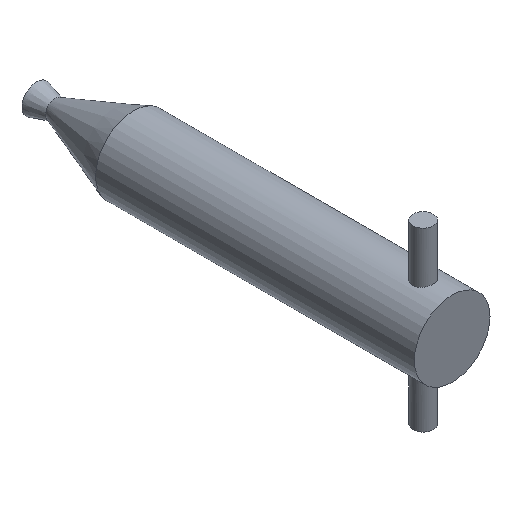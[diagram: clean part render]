
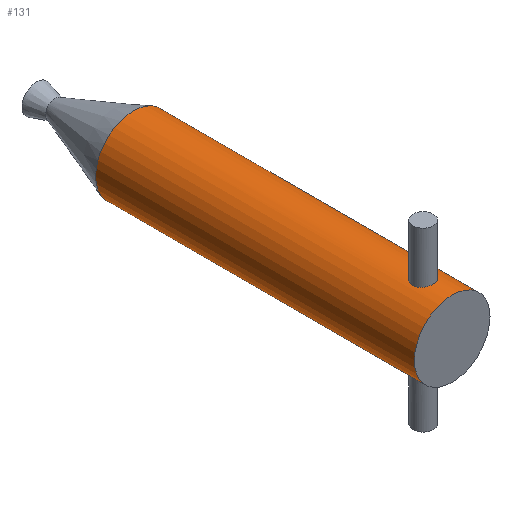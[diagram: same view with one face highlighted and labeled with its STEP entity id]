
A CAD part, isometric view. The second image highlights one B-rep face of the part: STEP entity #131.
In plain terms, the highlighted cylindrical face has radius 6.5 mm (diameter 13 mm), a full revolution.
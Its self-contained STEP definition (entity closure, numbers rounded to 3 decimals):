
#15=FACE_BOUND('',#39,.T.);
#29=FACE_OUTER_BOUND('',#38,.T.);
#38=EDGE_LOOP('',(#110,#111,#112,#113,#114,#115,#116,#117,#118));
#39=EDGE_LOOP('',(#119));
#45=CIRCLE('',#167,6.5);
#46=CIRCLE('',#169,6.5);
#51=LINE('',#310,#57);
#52=LINE('',#311,#58);
#57=VECTOR('',#205,6.5);
#58=VECTOR('',#206,6.5);
#59=B_SPLINE_CURVE_WITH_KNOTS('',3,(#213,#214,#215,#216,#217,#218,#219,
#220,#221,#222),.UNSPECIFIED.,.F.,.F.,(4,2,2,2,4),(0.,0.066,0.133,
0.199,0.265),.UNSPECIFIED.);
#60=B_SPLINE_CURVE_WITH_KNOTS('',3,(#227,#228,#229,#230,#231,#232,#233,
#234,#235,#236),.UNSPECIFIED.,.F.,.F.,(4,2,2,2,4),(0.795,0.862,
0.928,0.994,1.06),.UNSPECIFIED.);
#61=B_SPLINE_CURVE_WITH_KNOTS('',3,(#237,#238,#239,#240,#241,#242,#243,
#244,#245,#246,#247,#248,#249,#250,#251,#252,#253,#254),.UNSPECIFIED.,.F.,
 .F.,(4,2,2,2,2,2,2,2,4),(0.265,0.331,0.398,
0.464,0.53,0.596,0.663,
0.729,0.795),.UNSPECIFIED.);
#62=B_SPLINE_CURVE_WITH_KNOTS('',3,(#260,#261,#262,#263,#264,#265,#266,
#267,#268,#269,#270,#271,#272,#273,#274,#275,#276,#277,#278,#279,#280,#281,
#282,#283,#284,#285,#286,#287,#288,#289,#290,#291,#292,#293),
 .UNSPECIFIED.,.T.,.F.,(4,2,2,2,2,2,2,2,2,2,2,2,2,2,2,2,4),(0.,0.066,
0.133,0.199,0.265,0.331,0.398,
0.464,0.53,0.596,0.663,
0.729,0.795,0.862,0.928,
0.994,1.06),.UNSPECIFIED.);
#63=VERTEX_POINT('',#211);
#64=VERTEX_POINT('',#212);
#66=VERTEX_POINT('',#226);
#68=VERTEX_POINT('',#258);
#71=VERTEX_POINT('',#304);
#72=VERTEX_POINT('',#308);
#73=EDGE_CURVE('',#63,#64,#59,.T.);
#76=EDGE_CURVE('',#66,#63,#60,.T.);
#77=EDGE_CURVE('',#64,#66,#61,.T.);
#80=EDGE_CURVE('',#68,#68,#62,.T.);
#84=EDGE_CURVE('',#71,#71,#45,.T.);
#86=EDGE_CURVE('',#72,#72,#46,.T.);
#87=EDGE_CURVE('',#72,#64,#51,.T.);
#88=EDGE_CURVE('',#66,#71,#52,.T.);
#110=ORIENTED_EDGE('',*,*,#86,.F.);
#111=ORIENTED_EDGE('',*,*,#87,.T.);
#112=ORIENTED_EDGE('',*,*,#77,.T.);
#113=ORIENTED_EDGE('',*,*,#88,.T.);
#114=ORIENTED_EDGE('',*,*,#84,.T.);
#115=ORIENTED_EDGE('',*,*,#88,.F.);
#116=ORIENTED_EDGE('',*,*,#76,.T.);
#117=ORIENTED_EDGE('',*,*,#73,.T.);
#118=ORIENTED_EDGE('',*,*,#87,.F.);
#119=ORIENTED_EDGE('',*,*,#80,.T.);
#123=CYLINDRICAL_SURFACE('',#168,6.5);
#131=ADVANCED_FACE('',(#29,#15),#123,.T.);
#167=AXIS2_PLACEMENT_3D('',#305,#198,#199);
#168=AXIS2_PLACEMENT_3D('',#307,#201,#202);
#169=AXIS2_PLACEMENT_3D('',#309,#203,#204);
#198=DIRECTION('center_axis',(0.,-1.,0.));
#199=DIRECTION('ref_axis',(1.,0.,0.));
#201=DIRECTION('center_axis',(0.,-1.,0.));
#202=DIRECTION('ref_axis',(0.,0.,1.));
#203=DIRECTION('center_axis',(0.,-1.,0.));
#204=DIRECTION('ref_axis',(1.,0.,0.));
#205=DIRECTION('',(0.,1.,0.));
#206=DIRECTION('',(0.,1.,0.));
#211=CARTESIAN_POINT('',(-1.75,-28.248,-5.349));
#212=CARTESIAN_POINT('',(0.,-29.998,-5.589));
#213=CARTESIAN_POINT('Ctrl Pts',(-1.75,-28.248,-5.349));
#214=CARTESIAN_POINT('Ctrl Pts',(-1.75,-28.469,-5.349));
#215=CARTESIAN_POINT('Ctrl Pts',(-1.706,-28.704,-5.362));
#216=CARTESIAN_POINT('Ctrl Pts',(-1.527,-29.135,-5.408));
#217=CARTESIAN_POINT('Ctrl Pts',(-1.392,-29.331,-5.44));
#218=CARTESIAN_POINT('Ctrl Pts',(-1.083,-29.64,-5.5));
#219=CARTESIAN_POINT('Ctrl Pts',(-0.887,-29.775,-5.532));
#220=CARTESIAN_POINT('Ctrl Pts',(-0.456,-29.954,-5.577));
#221=CARTESIAN_POINT('Ctrl Pts',(-0.221,-29.998,-5.589));
#222=CARTESIAN_POINT('Ctrl Pts',(0.,-29.998,
-5.589));
#226=CARTESIAN_POINT('',(0.,-26.498,-5.589));
#227=CARTESIAN_POINT('Ctrl Pts',(0.,-26.498,-5.589));
#228=CARTESIAN_POINT('Ctrl Pts',(-0.221,-26.498,-5.589));
#229=CARTESIAN_POINT('Ctrl Pts',(-0.456,-26.542,-5.577));
#230=CARTESIAN_POINT('Ctrl Pts',(-0.887,-26.721,-5.532));
#231=CARTESIAN_POINT('Ctrl Pts',(-1.083,-26.856,-5.5));
#232=CARTESIAN_POINT('Ctrl Pts',(-1.392,-27.165,-5.44));
#233=CARTESIAN_POINT('Ctrl Pts',(-1.527,-27.361,-5.408));
#234=CARTESIAN_POINT('Ctrl Pts',(-1.706,-27.792,-5.362));
#235=CARTESIAN_POINT('Ctrl Pts',(-1.75,-28.027,-5.349));
#236=CARTESIAN_POINT('Ctrl Pts',(-1.75,-28.248,-5.349));
#237=CARTESIAN_POINT('Ctrl Pts',(0.,-29.998,
-5.589));
#238=CARTESIAN_POINT('Ctrl Pts',(0.221,-29.998,-5.589));
#239=CARTESIAN_POINT('Ctrl Pts',(0.456,-29.954,-5.577));
#240=CARTESIAN_POINT('Ctrl Pts',(0.887,-29.775,-5.532));
#241=CARTESIAN_POINT('Ctrl Pts',(1.083,-29.64,-5.5));
#242=CARTESIAN_POINT('Ctrl Pts',(1.392,-29.331,-5.44));
#243=CARTESIAN_POINT('Ctrl Pts',(1.527,-29.135,-5.408));
#244=CARTESIAN_POINT('Ctrl Pts',(1.706,-28.704,-5.362));
#245=CARTESIAN_POINT('Ctrl Pts',(1.75,-28.469,-5.349));
#246=CARTESIAN_POINT('Ctrl Pts',(1.75,-28.027,-5.349));
#247=CARTESIAN_POINT('Ctrl Pts',(1.706,-27.792,-5.362));
#248=CARTESIAN_POINT('Ctrl Pts',(1.527,-27.361,-5.408));
#249=CARTESIAN_POINT('Ctrl Pts',(1.392,-27.165,-5.44));
#250=CARTESIAN_POINT('Ctrl Pts',(1.083,-26.856,-5.5));
#251=CARTESIAN_POINT('Ctrl Pts',(0.887,-26.721,-5.532));
#252=CARTESIAN_POINT('Ctrl Pts',(0.456,-26.542,-5.577));
#253=CARTESIAN_POINT('Ctrl Pts',(0.221,-26.498,-5.589));
#254=CARTESIAN_POINT('Ctrl Pts',(0.,-26.498,-5.589));
#258=CARTESIAN_POINT('',(-1.75,-28.248,7.171));
#260=CARTESIAN_POINT('Ctrl Pts',(-1.75,-28.248,7.171));
#261=CARTESIAN_POINT('Ctrl Pts',(-1.75,-28.027,7.171));
#262=CARTESIAN_POINT('Ctrl Pts',(-1.706,-27.792,7.184));
#263=CARTESIAN_POINT('Ctrl Pts',(-1.527,-27.361,7.23));
#264=CARTESIAN_POINT('Ctrl Pts',(-1.392,-27.165,7.262));
#265=CARTESIAN_POINT('Ctrl Pts',(-1.083,-26.856,7.322));
#266=CARTESIAN_POINT('Ctrl Pts',(-0.887,-26.721,7.354));
#267=CARTESIAN_POINT('Ctrl Pts',(-0.456,-26.542,7.399));
#268=CARTESIAN_POINT('Ctrl Pts',(-0.221,-26.498,7.411));
#269=CARTESIAN_POINT('Ctrl Pts',(0.221,-26.498,7.411));
#270=CARTESIAN_POINT('Ctrl Pts',(0.456,-26.542,7.399));
#271=CARTESIAN_POINT('Ctrl Pts',(0.887,-26.721,7.354));
#272=CARTESIAN_POINT('Ctrl Pts',(1.083,-26.856,7.322));
#273=CARTESIAN_POINT('Ctrl Pts',(1.392,-27.165,7.262));
#274=CARTESIAN_POINT('Ctrl Pts',(1.527,-27.361,7.23));
#275=CARTESIAN_POINT('Ctrl Pts',(1.706,-27.792,7.184));
#276=CARTESIAN_POINT('Ctrl Pts',(1.75,-28.027,7.171));
#277=CARTESIAN_POINT('Ctrl Pts',(1.75,-28.469,7.171));
#278=CARTESIAN_POINT('Ctrl Pts',(1.706,-28.704,7.184));
#279=CARTESIAN_POINT('Ctrl Pts',(1.527,-29.135,7.23));
#280=CARTESIAN_POINT('Ctrl Pts',(1.392,-29.331,7.262));
#281=CARTESIAN_POINT('Ctrl Pts',(1.083,-29.64,7.322));
#282=CARTESIAN_POINT('Ctrl Pts',(0.887,-29.775,7.354));
#283=CARTESIAN_POINT('Ctrl Pts',(0.456,-29.954,7.399));
#284=CARTESIAN_POINT('Ctrl Pts',(0.221,-29.998,7.411));
#285=CARTESIAN_POINT('Ctrl Pts',(-0.221,-29.998,7.411));
#286=CARTESIAN_POINT('Ctrl Pts',(-0.456,-29.954,7.399));
#287=CARTESIAN_POINT('Ctrl Pts',(-0.887,-29.775,7.354));
#288=CARTESIAN_POINT('Ctrl Pts',(-1.083,-29.64,7.322));
#289=CARTESIAN_POINT('Ctrl Pts',(-1.392,-29.331,7.262));
#290=CARTESIAN_POINT('Ctrl Pts',(-1.527,-29.135,7.23));
#291=CARTESIAN_POINT('Ctrl Pts',(-1.706,-28.704,7.184));
#292=CARTESIAN_POINT('Ctrl Pts',(-1.75,-28.469,7.171));
#293=CARTESIAN_POINT('Ctrl Pts',(-1.75,-28.248,7.171));
#304=CARTESIAN_POINT('',(0.,21.562,-5.589));
#305=CARTESIAN_POINT('Origin',(0.,21.562,0.911));
#307=CARTESIAN_POINT('Origin',(0.,-5.843,0.911));
#308=CARTESIAN_POINT('',(0.,-33.248,-5.589));
#309=CARTESIAN_POINT('Origin',(0.,-33.248,0.911));
#310=CARTESIAN_POINT('',(0.,-5.843,-5.589));
#311=CARTESIAN_POINT('',(0.,-5.843,-5.589));
